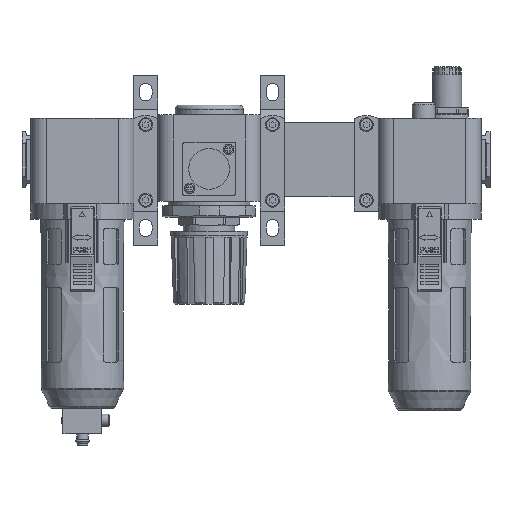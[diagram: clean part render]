
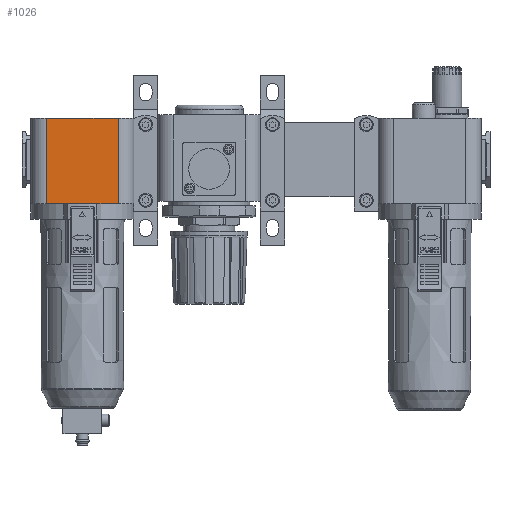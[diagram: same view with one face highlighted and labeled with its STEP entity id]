
A CAD part, top view. The second image highlights one B-rep face of the part: STEP entity #1026.
In plain terms, the highlighted planar face has unit normal (0, 0, 1).
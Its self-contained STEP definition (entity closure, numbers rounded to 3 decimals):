
#1026 = ADVANCED_FACE( '', ( #3015 ), #3016, .F. );
#3015 = FACE_OUTER_BOUND( '', #5657, .T. );
#3016 = PLANE( '', #5658 );
#5657 = EDGE_LOOP( '', ( #12152, #12153, #12154, #12155, #12156, #12157 ) );
#5658 = AXIS2_PLACEMENT_3D( '', #12158, #12159, #12160 );
#12152 = ORIENTED_EDGE( '', *, *, #17966, .T. );
#12153 = ORIENTED_EDGE( '', *, *, #18141, .T. );
#12154 = ORIENTED_EDGE( '', *, *, #17953, .T. );
#12155 = ORIENTED_EDGE( '', *, *, #18172, .F. );
#12156 = ORIENTED_EDGE( '', *, *, #17943, .F. );
#12157 = ORIENTED_EDGE( '', *, *, #18171, .T. );
#12158 = CARTESIAN_POINT( '', ( -18.5, 21.4, 26.5 ) );
#12159 = DIRECTION( '', ( 0., 0., -1. ) );
#12160 = DIRECTION( '', ( -1., 0., 0. ) );
#17943 = EDGE_CURVE( '', #22026, #22028, #22029, .T. );
#17953 = EDGE_CURVE( '', #22046, #22047, #22048, .T. );
#17966 = EDGE_CURVE( '', #22070, #22068, #22071, .T. );
#18141 = EDGE_CURVE( '', #22068, #22046, #22332, .T. );
#18171 = EDGE_CURVE( '', #22026, #22070, #22372, .T. );
#18172 = EDGE_CURVE( '', #22028, #22047, #22373, .T. );
#22026 = VERTEX_POINT( '', #29018 );
#22028 = VERTEX_POINT( '', #29020 );
#22029 = LINE( '', #29021, #29022 );
#22046 = VERTEX_POINT( '', #29044 );
#22047 = VERTEX_POINT( '', #29045 );
#22048 = LINE( '', #29046, #29047 );
#22068 = VERTEX_POINT( '', #29075 );
#22070 = VERTEX_POINT( '', #29078 );
#22071 = LINE( '', #29079, #29080 );
#22332 = LINE( '', #29663, #29664 );
#22372 = LINE( '', #29733, #29734 );
#22373 = LINE( '', #29735, #29736 );
#29018 = CARTESIAN_POINT( '', ( -18.5, 21.4, 26.5 ) );
#29020 = CARTESIAN_POINT( '', ( 18.5, 21.4, 26.5 ) );
#29021 = CARTESIAN_POINT( '', ( -18.5, 21.4, 26.5 ) );
#29022 = VECTOR( '', #35602, 1000. );
#29044 = CARTESIAN_POINT( '', ( 8.553, -22.6, 26.5 ) );
#29045 = CARTESIAN_POINT( '', ( 18.5, -22.6, 26.5 ) );
#29046 = CARTESIAN_POINT( '', ( -18.5, -22.6, 26.5 ) );
#29047 = VECTOR( '', #35620, 1000. );
#29075 = CARTESIAN_POINT( '', ( -8.553, -22.6, 26.5 ) );
#29078 = CARTESIAN_POINT( '', ( -18.5, -22.6, 26.5 ) );
#29079 = CARTESIAN_POINT( '', ( -18.5, -22.6, 26.5 ) );
#29080 = VECTOR( '', #35639, 1000. );
#29663 = CARTESIAN_POINT( '', ( -18.5, -22.6, 26.5 ) );
#29664 = VECTOR( '', #35869, 1000. );
#29733 = CARTESIAN_POINT( '', ( -18.5, 21.4, 26.5 ) );
#29734 = VECTOR( '', #35899, 1000. );
#29735 = CARTESIAN_POINT( '', ( 18.5, 21.4, 26.5 ) );
#29736 = VECTOR( '', #35900, 1000. );
#35602 = DIRECTION( '', ( 1., 0., 0. ) );
#35620 = DIRECTION( '', ( 1., 0., 0. ) );
#35639 = DIRECTION( '', ( 1., 0., 0. ) );
#35869 = DIRECTION( '', ( 1., 0., 0. ) );
#35899 = DIRECTION( '', ( 0., -1., 0. ) );
#35900 = DIRECTION( '', ( 0., -1., 0. ) );
